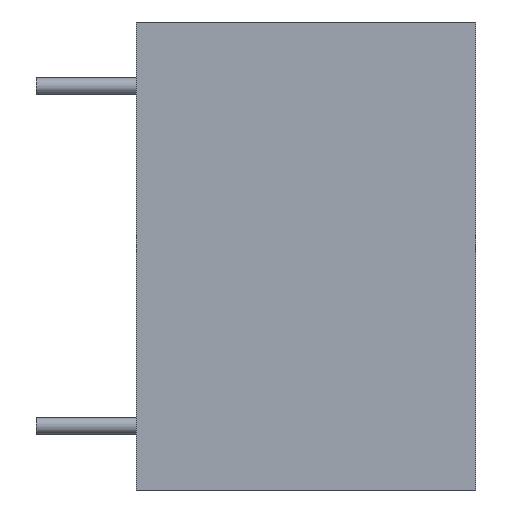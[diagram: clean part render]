
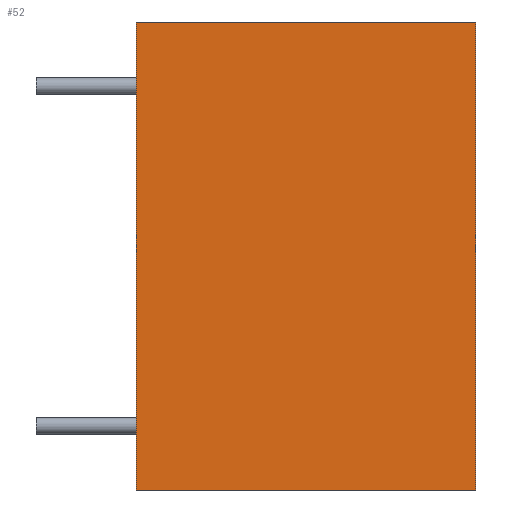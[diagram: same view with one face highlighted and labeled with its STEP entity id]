
A CAD part, left-side view. The second image highlights one B-rep face of the part: STEP entity #52.
In plain terms, the highlighted planar face has unit normal (-1, 0, 0).
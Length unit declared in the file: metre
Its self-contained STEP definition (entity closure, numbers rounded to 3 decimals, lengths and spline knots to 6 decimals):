
#52 = ADVANCED_FACE( '', ( #125 ), #126, .F. );
#125 = FACE_OUTER_BOUND( '', #234, .T. );
#126 = PLANE( '', #235 );
#234 = EDGE_LOOP( '', ( #337, #338, #339, #340 ) );
#235 = AXIS2_PLACEMENT_3D( '', #341, #342, #343 );
#337 = ORIENTED_EDGE( '', *, *, #533, .T. );
#338 = ORIENTED_EDGE( '', *, *, #534, .F. );
#339 = ORIENTED_EDGE( '', *, *, #535, .F. );
#340 = ORIENTED_EDGE( '', *, *, #536, .T. );
#341 = CARTESIAN_POINT( '', ( -0.0117, 0.01016, -0.00602 ) );
#342 = DIRECTION( '', ( 1., 0., 0. ) );
#343 = DIRECTION( '', ( 0., 1., 0. ) );
#533 = EDGE_CURVE( '', #603, #604, #605, .T. );
#534 = EDGE_CURVE( '', #606, #604, #607, .T. );
#535 = EDGE_CURVE( '', #608, #606, #609, .T. );
#536 = EDGE_CURVE( '', #608, #603, #610, .T. );
#603 = VERTEX_POINT( '', #707 );
#604 = VERTEX_POINT( '', #708 );
#605 = LINE( '', #709, #710 );
#606 = VERTEX_POINT( '', #711 );
#607 = LINE( '', #712, #713 );
#608 = VERTEX_POINT( '', #714 );
#609 = LINE( '', #715, #716 );
#610 = LINE( '', #717, #718 );
#707 = CARTESIAN_POINT( '', ( -0.0117, 0., -0.00602 ) );
#708 = CARTESIAN_POINT( '', ( -0.0117, 0., 0.00798 ) );
#709 = CARTESIAN_POINT( '', ( -0.0117, 0., -0.00602 ) );
#710 = VECTOR( '', #834, 1. );
#711 = CARTESIAN_POINT( '', ( -0.0117, 0.01016, 0.00798 ) );
#712 = CARTESIAN_POINT( '', ( -0.0117, 0.01016, 0.00798 ) );
#713 = VECTOR( '', #835, 1. );
#714 = CARTESIAN_POINT( '', ( -0.0117, 0.01016, -0.00602 ) );
#715 = CARTESIAN_POINT( '', ( -0.0117, 0.01016, -0.00602 ) );
#716 = VECTOR( '', #836, 1. );
#717 = CARTESIAN_POINT( '', ( -0.0117, 0.01016, -0.00602 ) );
#718 = VECTOR( '', #837, 1. );
#834 = DIRECTION( '', ( 0., 0., 1. ) );
#835 = DIRECTION( '', ( 0., -1., 0. ) );
#836 = DIRECTION( '', ( 0., 0., 1. ) );
#837 = DIRECTION( '', ( 0., -1., 0. ) );
